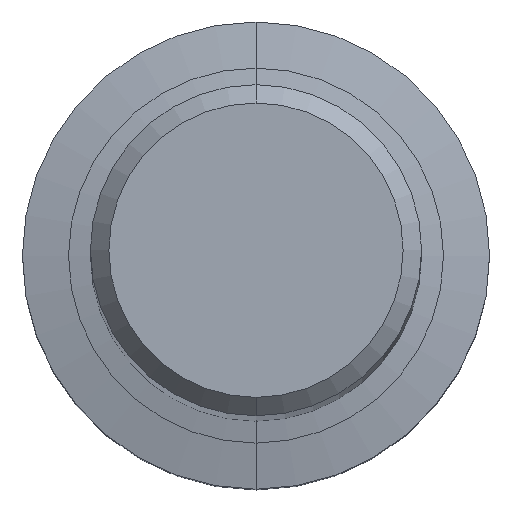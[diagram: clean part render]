
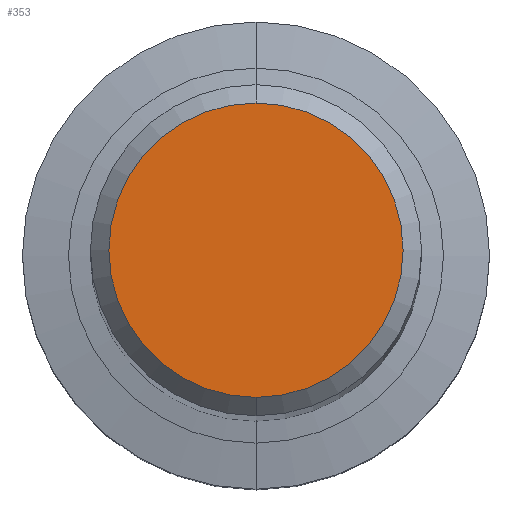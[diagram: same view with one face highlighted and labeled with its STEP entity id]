
A CAD part, top view. The second image highlights one B-rep face of the part: STEP entity #353.
In plain terms, the highlighted planar face has unit normal (0, 0, 1).
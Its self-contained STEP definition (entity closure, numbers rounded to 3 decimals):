
#223=VERTEX_POINT('',#581);
#353=ADVANCED_FACE('',(#720),#721,.T.);
#435=EDGE_CURVE('',#527,#223,#815,.T.);
#519=EDGE_CURVE('',#223,#527,#911,.T.);
#527=VERTEX_POINT('',#919);
#581=CARTESIAN_POINT('',(0.0,4.0,0.0));
#720=FACE_OUTER_BOUND('',#1329,.T.);
#721=PLANE('',#1330);
#815=CIRCLE('',#1454,4.0);
#911=CIRCLE('',#1627,4.0);
#919=CARTESIAN_POINT('',(0.,-4.0,0.0));
#1329=EDGE_LOOP('',(#1807,#1808));
#1330=AXIS2_PLACEMENT_3D('',#1809,#1810,#1811);
#1454=AXIS2_PLACEMENT_3D('',#1955,#1956,#1957);
#1627=AXIS2_PLACEMENT_3D('',#2074,#2075,#2076);
#1807=ORIENTED_EDGE('',*,*,#519,.F.);
#1808=ORIENTED_EDGE('',*,*,#435,.F.);
#1809=CARTESIAN_POINT('',(0.0,2.0,0.0));
#1810=DIRECTION('',(-0.0,0.0,1.0));
#1811=DIRECTION('',(0.0,-1.0,0.0));
#1955=CARTESIAN_POINT('',(0.0,0.0,0.0));
#1956=DIRECTION('',(0.0,0.0,-1.0));
#1957=DIRECTION('',(0.0,1.0,0.0));
#2074=CARTESIAN_POINT('',(0.0,0.0,0.0));
#2075=DIRECTION('',(0.0,0.0,-1.0));
#2076=DIRECTION('',(0.0,1.0,0.0));
